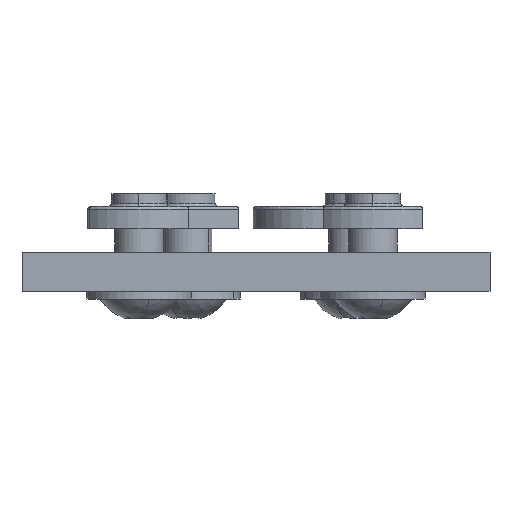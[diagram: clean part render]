
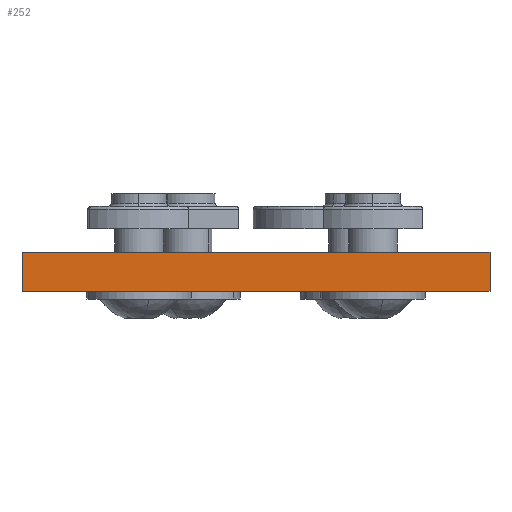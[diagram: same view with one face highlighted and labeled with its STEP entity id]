
A CAD part, front view. The second image highlights one B-rep face of the part: STEP entity #252.
In plain terms, the highlighted planar face has unit normal (0, -1, 0).
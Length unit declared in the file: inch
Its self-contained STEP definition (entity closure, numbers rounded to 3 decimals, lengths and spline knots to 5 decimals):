
#189 = EDGE_CURVE ( 'NONE', #2242, #2324, #716, .T. ) ;
#213 = ORIENTED_EDGE ( 'NONE', *, *, #189, .F. ) ;
#242 = EDGE_LOOP ( 'NONE', ( #303, #670, #213, #432 ) ) ;
#252 = ADVANCED_FACE ( 'NONE', ( #1165 ), #1166, .F. ) ;
#294 = VERTEX_POINT ( 'NONE', #1341 ) ;
#303 = ORIENTED_EDGE ( 'NONE', *, *, #331, .T. ) ;
#331 = EDGE_CURVE ( 'NONE', #2264, #294, #1434, .T. ) ;
#389 = CARTESIAN_POINT ( 'NONE',  ( 0., 0., 0.25 ) ) ;
#432 = ORIENTED_EDGE ( 'NONE', *, *, #2260, .T. ) ;
#480 = LINE ( 'NONE', #481, #482 ) ;
#481 = CARTESIAN_POINT ( 'NONE',  ( 0., 0., 0.25 ) ) ;
#482 = VECTOR ( 'NONE', #483, 39.37008 ) ;
#483 = DIRECTION ( 'NONE',  ( 0., 0., -1. ) ) ;
#501 = CARTESIAN_POINT ( 'NONE',  ( 0., 0., 0. ) ) ;
#670 = ORIENTED_EDGE ( 'NONE', *, *, #2328, .F. ) ;
#716 = LINE ( 'NONE', #717, #718 ) ;
#717 = CARTESIAN_POINT ( 'NONE',  ( 0., 0., 0.25 ) ) ;
#718 = VECTOR ( 'NONE', #719, 39.37008 ) ;
#719 = DIRECTION ( 'NONE',  ( 1., 0., 0. ) ) ;
#1054 = CARTESIAN_POINT ( 'NONE',  ( 3., 0., 0.25 ) ) ;
#1115 = LINE ( 'NONE', #1116, #1117 ) ;
#1116 = CARTESIAN_POINT ( 'NONE',  ( 3., 0., 0.25 ) ) ;
#1117 = VECTOR ( 'NONE', #1118, 39.37008 ) ;
#1118 = DIRECTION ( 'NONE',  ( 0., 0., -1. ) ) ;
#1165 = FACE_OUTER_BOUND ( 'NONE', #242, .T. ) ;
#1166 = PLANE ( 'NONE',  #1167 ) ;
#1167 = AXIS2_PLACEMENT_3D ( 'NONE', #1168, #1169, #1170 ) ;
#1168 = CARTESIAN_POINT ( 'NONE',  ( 0., 0., 0.25 ) ) ;
#1169 = DIRECTION ( 'NONE',  ( 0., 1., 0. ) ) ;
#1170 = DIRECTION ( 'NONE',  ( 0., 0., 1. ) ) ;
#1341 = CARTESIAN_POINT ( 'NONE',  ( 3., 0., 0. ) ) ;
#1434 = LINE ( 'NONE', #1435, #1436 ) ;
#1435 = CARTESIAN_POINT ( 'NONE',  ( 0., 0., 0. ) ) ;
#1436 = VECTOR ( 'NONE', #1437, 39.37008 ) ;
#1437 = DIRECTION ( 'NONE',  ( 1., 0., 0. ) ) ;
#2242 = VERTEX_POINT ( 'NONE', #389 ) ;
#2260 = EDGE_CURVE ( 'NONE', #2242, #2264, #480, .T. ) ;
#2264 = VERTEX_POINT ( 'NONE', #501 ) ;
#2324 = VERTEX_POINT ( 'NONE', #1054 ) ;
#2328 = EDGE_CURVE ( 'NONE', #2324, #294, #1115, .T. ) ;
